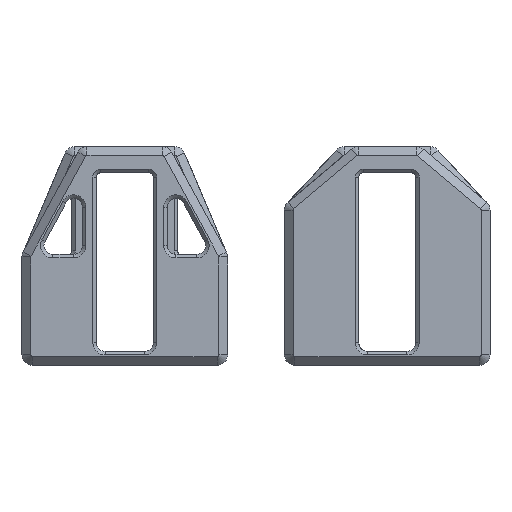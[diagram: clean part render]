
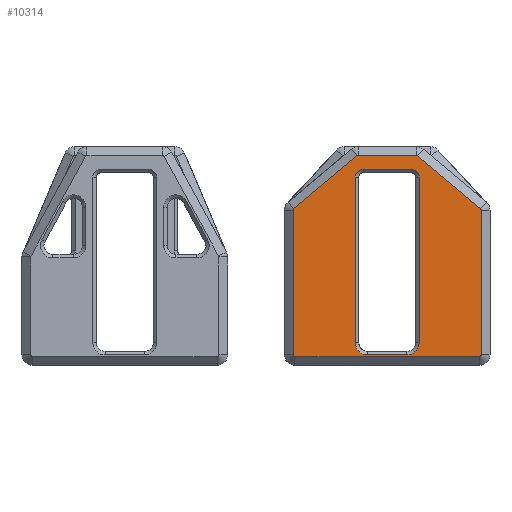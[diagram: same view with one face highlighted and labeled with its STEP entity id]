
A CAD part, left-side view. The second image highlights one B-rep face of the part: STEP entity #10314.
In plain terms, the highlighted planar face has unit normal (-1, 0, 0).
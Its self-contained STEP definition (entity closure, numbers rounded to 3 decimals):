
#253=FACE_BOUND('',#1870,.T.);
#643=CIRCLE('',#11138,2.8);
#645=CIRCLE('',#11142,2.8);
#647=CIRCLE('',#11146,1.8);
#649=CIRCLE('',#11150,1.8);
#652=CIRCLE('',#11158,0.4);
#653=CIRCLE('',#11159,0.4);
#654=CIRCLE('',#11160,0.4);
#655=CIRCLE('',#11161,0.4);
#656=CIRCLE('',#11162,0.4);
#657=CIRCLE('',#11163,0.4);
#1242=FACE_OUTER_BOUND('',#1869,.T.);
#1869=EDGE_LOOP('',(#7745,#7746,#7747,#7748,#7749,#7750,#7751,#7752,#7753,
#7754,#7755,#7756));
#1870=EDGE_LOOP('',(#7757,#7758,#7759,#7760,#7761,#7762,#7763,#7764));
#2559=LINE('',#18842,#3520);
#2564=LINE('',#18856,#3525);
#2568=LINE('',#18868,#3529);
#2572=LINE('',#18878,#3533);
#2582=LINE('',#18917,#3543);
#2583=LINE('',#18921,#3544);
#2584=LINE('',#18925,#3545);
#2585=LINE('',#18929,#3546);
#2586=LINE('',#18933,#3547);
#2587=LINE('',#18937,#3548);
#3520=VECTOR('',#12888,10.);
#3525=VECTOR('',#12901,10.);
#3529=VECTOR('',#12913,10.);
#3533=VECTOR('',#12925,10.);
#3543=VECTOR('',#12955,10.);
#3544=VECTOR('',#12958,10.);
#3545=VECTOR('',#12961,10.);
#3546=VECTOR('',#12964,10.);
#3547=VECTOR('',#12967,10.);
#3548=VECTOR('',#12970,10.);
#4526=VERTEX_POINT('',#18839);
#4527=VERTEX_POINT('',#18841);
#4530=VERTEX_POINT('',#18849);
#4532=VERTEX_POINT('',#18854);
#4534=VERTEX_POINT('',#18861);
#4536=VERTEX_POINT('',#18866);
#4537=VERTEX_POINT('',#18872);
#4538=VERTEX_POINT('',#18876);
#4547=VERTEX_POINT('',#18915);
#4548=VERTEX_POINT('',#18916);
#4549=VERTEX_POINT('',#18918);
#4550=VERTEX_POINT('',#18920);
#4551=VERTEX_POINT('',#18922);
#4552=VERTEX_POINT('',#18924);
#4553=VERTEX_POINT('',#18926);
#4554=VERTEX_POINT('',#18928);
#4555=VERTEX_POINT('',#18930);
#4556=VERTEX_POINT('',#18932);
#4557=VERTEX_POINT('',#18934);
#4558=VERTEX_POINT('',#18936);
#5668=EDGE_CURVE('',#4526,#4527,#2559,.T.);
#5673=EDGE_CURVE('',#4530,#4526,#643,.T.);
#5675=EDGE_CURVE('',#4532,#4530,#2564,.T.);
#5679=EDGE_CURVE('',#4534,#4532,#645,.T.);
#5681=EDGE_CURVE('',#4536,#4534,#2568,.T.);
#5685=EDGE_CURVE('',#4537,#4536,#647,.T.);
#5687=EDGE_CURVE('',#4538,#4537,#2572,.T.);
#5689=EDGE_CURVE('',#4527,#4538,#649,.T.);
#5702=EDGE_CURVE('',#4547,#4548,#2582,.T.);
#5703=EDGE_CURVE('',#4549,#4547,#652,.T.);
#5704=EDGE_CURVE('',#4550,#4549,#2583,.T.);
#5705=EDGE_CURVE('',#4551,#4550,#653,.T.);
#5706=EDGE_CURVE('',#4552,#4551,#2584,.T.);
#5707=EDGE_CURVE('',#4553,#4552,#654,.T.);
#5708=EDGE_CURVE('',#4554,#4553,#2585,.T.);
#5709=EDGE_CURVE('',#4555,#4554,#655,.T.);
#5710=EDGE_CURVE('',#4556,#4555,#2586,.T.);
#5711=EDGE_CURVE('',#4557,#4556,#656,.T.);
#5712=EDGE_CURVE('',#4558,#4557,#2587,.T.);
#5713=EDGE_CURVE('',#4548,#4558,#657,.T.);
#7745=ORIENTED_EDGE('',*,*,#5702,.F.);
#7746=ORIENTED_EDGE('',*,*,#5703,.F.);
#7747=ORIENTED_EDGE('',*,*,#5704,.F.);
#7748=ORIENTED_EDGE('',*,*,#5705,.F.);
#7749=ORIENTED_EDGE('',*,*,#5706,.F.);
#7750=ORIENTED_EDGE('',*,*,#5707,.F.);
#7751=ORIENTED_EDGE('',*,*,#5708,.F.);
#7752=ORIENTED_EDGE('',*,*,#5709,.F.);
#7753=ORIENTED_EDGE('',*,*,#5710,.F.);
#7754=ORIENTED_EDGE('',*,*,#5711,.F.);
#7755=ORIENTED_EDGE('',*,*,#5712,.F.);
#7756=ORIENTED_EDGE('',*,*,#5713,.F.);
#7757=ORIENTED_EDGE('',*,*,#5668,.F.);
#7758=ORIENTED_EDGE('',*,*,#5673,.F.);
#7759=ORIENTED_EDGE('',*,*,#5675,.F.);
#7760=ORIENTED_EDGE('',*,*,#5679,.F.);
#7761=ORIENTED_EDGE('',*,*,#5681,.F.);
#7762=ORIENTED_EDGE('',*,*,#5685,.F.);
#7763=ORIENTED_EDGE('',*,*,#5687,.F.);
#7764=ORIENTED_EDGE('',*,*,#5689,.F.);
#9910=PLANE('',#11157);
#10314=ADVANCED_FACE('',(#1242,#253),#9910,.T.);
#11138=AXIS2_PLACEMENT_3D('',#18851,#12896,#12897);
#11142=AXIS2_PLACEMENT_3D('',#18863,#12908,#12909);
#11146=AXIS2_PLACEMENT_3D('',#18874,#12920,#12921);
#11150=AXIS2_PLACEMENT_3D('',#18881,#12930,#12931);
#11157=AXIS2_PLACEMENT_3D('',#18914,#12953,#12954);
#11158=AXIS2_PLACEMENT_3D('',#18919,#12956,#12957);
#11159=AXIS2_PLACEMENT_3D('',#18923,#12959,#12960);
#11160=AXIS2_PLACEMENT_3D('',#18927,#12962,#12963);
#11161=AXIS2_PLACEMENT_3D('',#18931,#12965,#12966);
#11162=AXIS2_PLACEMENT_3D('',#18935,#12968,#12969);
#11163=AXIS2_PLACEMENT_3D('',#18938,#12971,#12972);
#12888=DIRECTION('',(0.,0.,1.));
#12896=DIRECTION('center_axis',(-1.,0.,0.));
#12897=DIRECTION('ref_axis',(0.,-0.707,-0.707));
#12901=DIRECTION('',(0.,-1.,0.));
#12908=DIRECTION('center_axis',(-1.,0.,0.));
#12909=DIRECTION('ref_axis',(0.,0.707,-0.707));
#12913=DIRECTION('',(0.,0.,-1.));
#12920=DIRECTION('center_axis',(-1.,0.,0.));
#12921=DIRECTION('ref_axis',(0.,0.707,0.707));
#12925=DIRECTION('',(0.,1.,0.));
#12930=DIRECTION('center_axis',(-1.,0.,0.));
#12931=DIRECTION('ref_axis',(0.,-0.707,0.707));
#12953=DIRECTION('center_axis',(-1.,0.,0.));
#12954=DIRECTION('ref_axis',(0.,0.,1.));
#12955=DIRECTION('',(0.,1.,0.));
#12956=DIRECTION('center_axis',(1.,0.,0.));
#12957=DIRECTION('ref_axis',(0.,-0.707,-0.707));
#12958=DIRECTION('',(0.,0.,-1.));
#12959=DIRECTION('center_axis',(1.,0.,0.));
#12960=DIRECTION('ref_axis',(0.,-0.906,0.423));
#12961=DIRECTION('',(0.,-0.766,-0.643));
#12962=DIRECTION('center_axis',(1.,0.,0.));
#12963=DIRECTION('ref_axis',(0.,-0.342,0.94));
#12964=DIRECTION('',(0.,-1.,0.));
#12965=DIRECTION('center_axis',(1.,0.,0.));
#12966=DIRECTION('ref_axis',(0.,0.342,0.94));
#12967=DIRECTION('',(0.,-0.766,0.643));
#12968=DIRECTION('center_axis',(1.,0.,0.));
#12969=DIRECTION('ref_axis',(0.,0.906,0.423));
#12970=DIRECTION('',(0.,0.,1.));
#12971=DIRECTION('center_axis',(1.,0.,0.));
#12972=DIRECTION('ref_axis',(0.,0.707,-0.707));
#18839=CARTESIAN_POINT('',(-3.,-7.3,-44.8));
#18841=CARTESIAN_POINT('',(-3.,-7.3,-7.));
#18842=CARTESIAN_POINT('',(-3.,-7.3,-15.5));
#18849=CARTESIAN_POINT('',(-3.,-4.5,-47.6));
#18851=CARTESIAN_POINT('Origin',(-3.,-4.5,-44.8));
#18854=CARTESIAN_POINT('',(-3.,4.5,-47.6));
#18856=CARTESIAN_POINT('',(-3.,-3.25,-47.6));
#18861=CARTESIAN_POINT('',(-3.,7.3,-44.8));
#18863=CARTESIAN_POINT('Origin',(-3.,4.5,-44.8));
#18866=CARTESIAN_POINT('',(-3.,7.3,-7.));
#18868=CARTESIAN_POINT('',(-3.,7.3,-35.9));
#18872=CARTESIAN_POINT('',(-3.,5.5,-5.2));
#18874=CARTESIAN_POINT('Origin',(-3.,5.5,-7.));
#18876=CARTESIAN_POINT('',(-3.,-5.5,-5.2));
#18878=CARTESIAN_POINT('',(-3.,3.25,-5.2));
#18881=CARTESIAN_POINT('Origin',(-3.,-5.5,-7.));
#18914=CARTESIAN_POINT('Origin',(-3.,0.,-25.));
#18915=CARTESIAN_POINT('',(-3.,-21.1,-48.));
#18916=CARTESIAN_POINT('',(-3.,21.1,-48.));
#18917=CARTESIAN_POINT('',(-3.,11.75,-48.));
#18918=CARTESIAN_POINT('',(-3.,-21.5,-47.6));
#18919=CARTESIAN_POINT('Origin',(-3.,-21.1,-47.6));
#18920=CARTESIAN_POINT('',(-3.,-21.5,-14.519));
#18921=CARTESIAN_POINT('',(-3.,-21.5,-37.5));
#18922=CARTESIAN_POINT('',(-3.,-21.357,-14.213));
#18923=CARTESIAN_POINT('Origin',(-3.,-21.1,-14.519));
#18924=CARTESIAN_POINT('',(-3.,-6.911,-2.094));
#18925=CARTESIAN_POINT('',(-3.,-18.174,-11.542));
#18926=CARTESIAN_POINT('',(-3.,-6.653,-2.));
#18927=CARTESIAN_POINT('Origin',(-3.,-6.653,-2.4));
#18928=CARTESIAN_POINT('',(-3.,6.653,-2.));
#18929=CARTESIAN_POINT('',(-3.,-3.763,-2.));
#18930=CARTESIAN_POINT('',(-3.,6.911,-2.094));
#18931=CARTESIAN_POINT('Origin',(-3.,6.653,-2.4));
#18932=CARTESIAN_POINT('',(-3.,21.357,-14.213));
#18933=CARTESIAN_POINT('',(-3.,10.187,-4.842));
#18934=CARTESIAN_POINT('',(-3.,21.5,-14.519));
#18935=CARTESIAN_POINT('Origin',(-3.,21.1,-14.519));
#18936=CARTESIAN_POINT('',(-3.,21.5,-47.6));
#18937=CARTESIAN_POINT('',(-3.,21.5,-19.2));
#18938=CARTESIAN_POINT('Origin',(-3.,21.1,-47.6));
